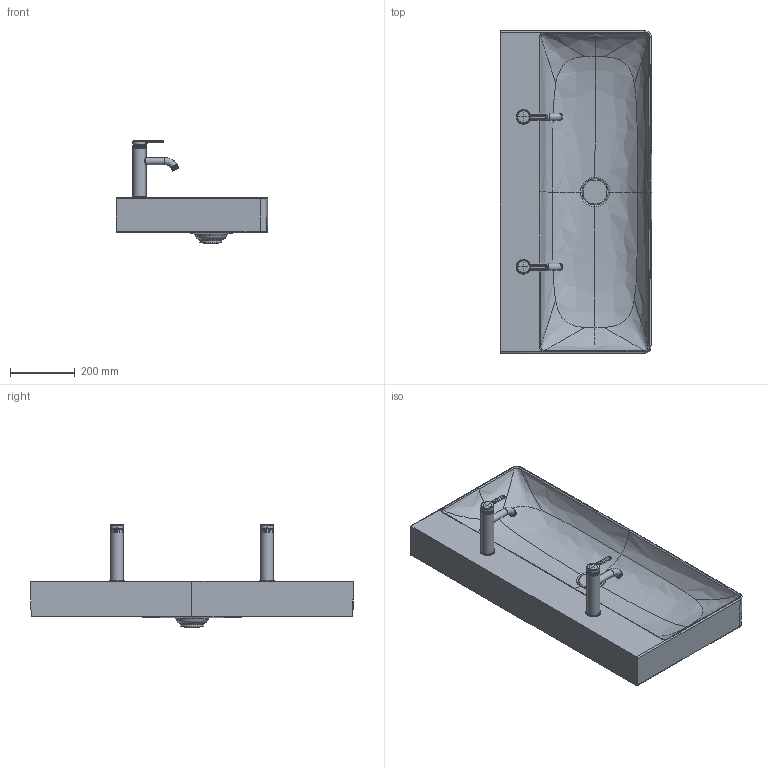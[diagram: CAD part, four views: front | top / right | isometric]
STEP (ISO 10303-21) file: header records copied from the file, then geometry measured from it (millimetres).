
FILE_DESCRIPTION((''),'2;1');
FILE_NAME('235310_2.stp','2017-06-25T20:20:45',('Administrator'),(''),'Autodesk Inventor 2011','Autodesk Inventor 2011','');
FILE_SCHEMA(('CONFIG_CONTROL_DESIGN'));
Length unit declared in the file: millimetre
Products named in the file (10): 235310_2; Kelch_Stopfen DuraSquare Bgr; Armatur C1 WT; 509115_ASM; 615832; 615833; 636748; 615729; 615737
Assembly tree (10 placements, depth 4):
  235310_2
    235310_2
    Kelch_Stopfen DuraSquare Bgr
    Armatur C1 WT  x2
      509115_ASM
        615832
        615833
      636748
      615729
      615737
Bounding box: 470.4 x 1000.29 x 318.83 mm (x, y, z)
Volume: 14893449 mm3; surface area: 1659057.1 mm2
Topology: 13 solids, 19 shells, 542 faces, 1273 edges, 784 vertices
Faces by surface type: bspline 199, plane 145, cylinder 119, torus 37, cone 28, sphere 14
Full cylindrical faces by diameter (mm): 6 x2, 12 x2, 14 x4, 16 x2, 16.5 x4, 17.3 x2, 17.55 x2, 18.5 x4, 18.75 x2, 22 x4, 27.189 x2, 30.452 x1, 34 x2, 34.5 x2, 35 x2, 35.4 x2, 35.5 x2, 36.185 x1, 36.9 x8, 37.3 x2, 37.6 x2, 40 x4, 42.482 x1, 42.5 x2, 45.115 x1, 46 x3, 68.44 x1, 80.006 x1, 81 x1
Entity records: 66321 total; most frequent: CARTESIAN_POINT 57629, ORIENTED_EDGE 1720, DIRECTION 1398, EDGE_CURVE 860, AXIS2_PLACEMENT_3D 607, VERTEX_POINT 561, EDGE_LOOP 515, STYLED_ITEM 415
